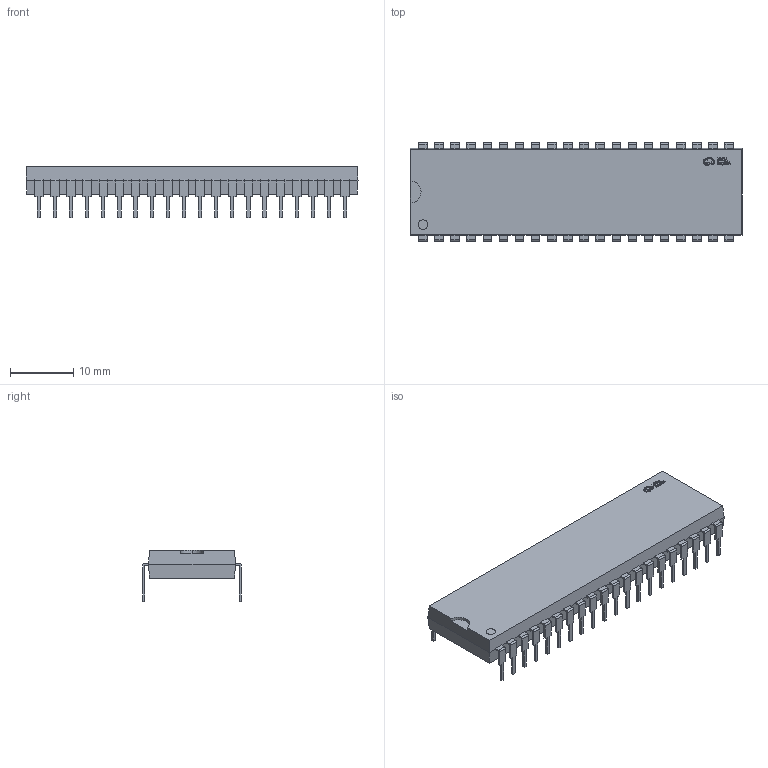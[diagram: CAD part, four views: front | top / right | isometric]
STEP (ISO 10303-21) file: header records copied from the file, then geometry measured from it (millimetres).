
FILE_DESCRIPTION (( 'STEP AP214' ), '1' );
FILE_NAME ('PDIP-40_L52.3-W13.8-P2.54-LS15.24-BL.step', '2022-06-21T14:23:20', ( '' ), ( '' ), 'SwSTEP 2.0', 'SolidWorks 2020', '' );
FILE_SCHEMA (( 'AUTOMOTIVE_DESIGN' ));
Length unit declared in the file: millimetre
Products named in the file (1): PDIP-40_L52.3-W13.8-P2.54-LS15.24-BL
Bounding box: 52.3 x 15.53 x 8.11 mm (x, y, z)
Volume: 3177.2 mm3; surface area: 2617.1 mm2
Topology: 1 solids, 1 shells, 861 faces, 2492 edges, 1660 vertices
Faces by surface type: plane 625, cylinder 124, bspline 112
Entity records: 38779 total; most frequent: CARTESIAN_POINT 7124, ORIENTED_EDGE 4984, DIRECTION 4010, EDGE_CURVE 2492, VECTOR 2014, LINE 2014, VERTEX_POINT 1660, AXIS2_PLACEMENT_3D 998
